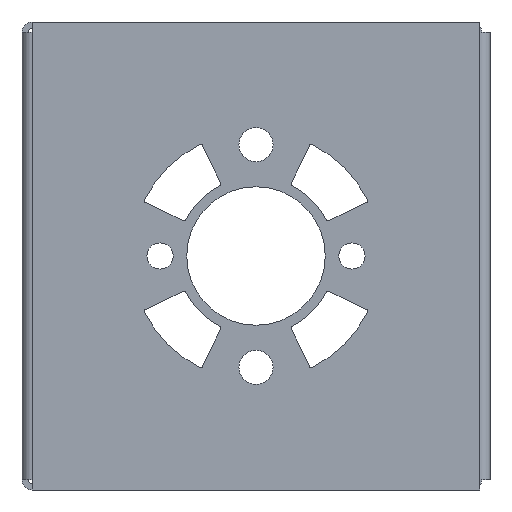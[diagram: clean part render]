
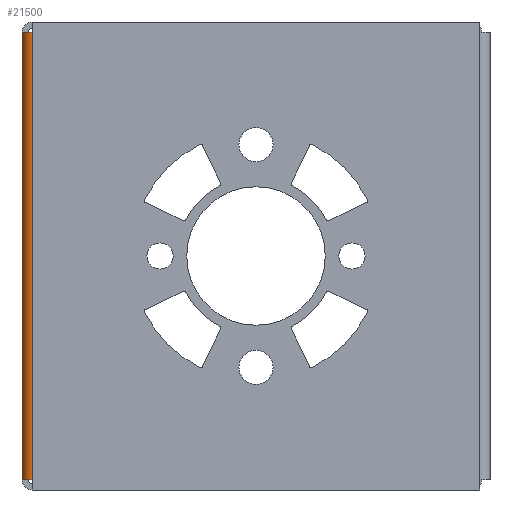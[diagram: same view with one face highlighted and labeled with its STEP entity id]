
A CAD part, left-side view. The second image highlights one B-rep face of the part: STEP entity #21500.
In plain terms, the highlighted cylindrical face has radius 1.321 mm (diameter 2.642 mm), a partial arc.
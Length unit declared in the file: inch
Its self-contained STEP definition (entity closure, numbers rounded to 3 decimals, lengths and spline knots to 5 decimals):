
#14=CYLINDRICAL_SURFACE($,#22659,0.052);
#221=CIRCLE($,#22658,0.052);
#222=CIRCLE($,#22660,0.052);
#323=FACE_OUTER_BOUND($,#1456,.T.);
#1456=EDGE_LOOP($,(#14131,#14132,#14133,#14134));
#2699=LINE($,#29544,#5749);
#2700=LINE($,#29547,#5750);
#5749=VECTOR($,#23971,2.296);
#5750=VECTOR($,#23974,2.296);
#8827=VERTEX_POINT($,#29537);
#8828=VERTEX_POINT($,#29538);
#8829=VERTEX_POINT($,#29543);
#8830=VERTEX_POINT($,#29545);
#10946=EDGE_CURVE($,#8827,#8828,#221,.T.);
#10949=EDGE_CURVE($,#8827,#8829,#2699,.T.);
#10950=EDGE_CURVE($,#8829,#8830,#222,.T.);
#10951=EDGE_CURVE($,#8828,#8830,#2700,.T.);
#14131=ORIENTED_EDGE($,*,*,#10946,.F.);
#14132=ORIENTED_EDGE($,*,*,#10949,.T.);
#14133=ORIENTED_EDGE($,*,*,#10950,.T.);
#14134=ORIENTED_EDGE($,*,*,#10951,.F.);
#21500=ADVANCED_FACE($,(#323),#14,.T.);
#22658=AXIS2_PLACEMENT_3D($,#29539,#23965,#23966);
#22659=AXIS2_PLACEMENT_3D($,#29542,#23969,#23970);
#22660=AXIS2_PLACEMENT_3D($,#29546,#23972,#23973);
#23965=DIRECTION('center_axis',(0.,0.,-1.));
#23966=DIRECTION('ref_axis',(-1.,0.,0.));
#23969=DIRECTION('center_axis',(0.,0.,1.));
#23970=DIRECTION('ref_axis',(0.,1.,0.));
#23971=DIRECTION($,(0.,0.,1.));
#23972=DIRECTION('center_axis',(0.,0.,-1.));
#23973=DIRECTION('ref_axis',(-1.,0.,0.));
#23974=DIRECTION($,(0.,0.,1.));
#29537=CARTESIAN_POINT('',(-0.032,1.148,-1.148));
#29538=CARTESIAN_POINT('',(0.02,1.2,-1.148));
#29539=CARTESIAN_POINT('Origin',(0.02,1.148,-1.148));
#29542=CARTESIAN_POINT('Origin',(0.02,1.148,-1.148));
#29543=CARTESIAN_POINT('',(-0.032,1.148,1.148));
#29544=CARTESIAN_POINT($,(-0.032,1.148,-1.148));
#29545=CARTESIAN_POINT('',(0.02,1.2,1.148));
#29546=CARTESIAN_POINT('Origin',(0.02,1.148,1.148));
#29547=CARTESIAN_POINT($,(0.02,1.2,-1.148));
